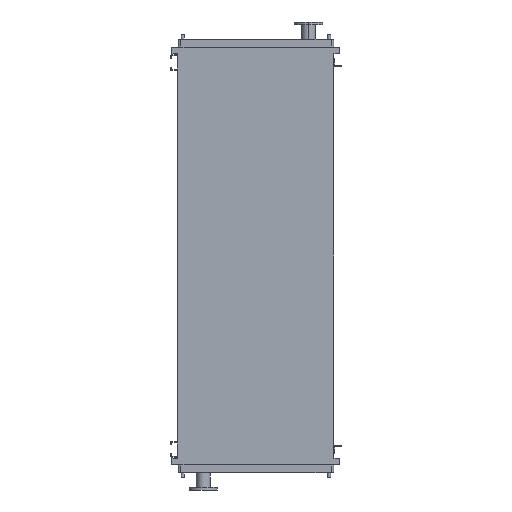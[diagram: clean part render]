
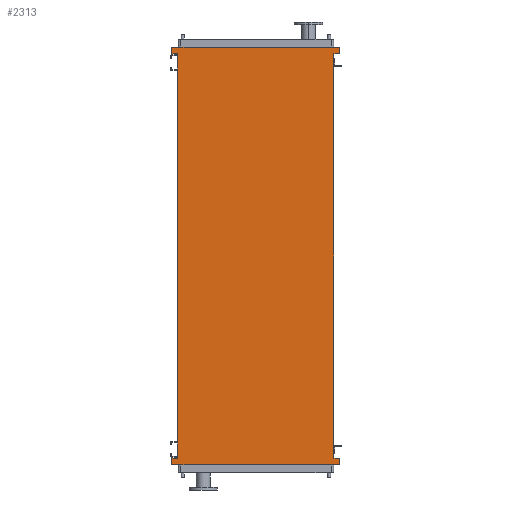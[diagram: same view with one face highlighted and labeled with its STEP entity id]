
A CAD part, front view. The second image highlights one B-rep face of the part: STEP entity #2313.
In plain terms, the highlighted planar face has unit normal (0, -1, 0).
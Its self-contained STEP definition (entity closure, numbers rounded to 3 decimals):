
#69 = CARTESIAN_POINT ( 'NONE',  ( -651., 0., 43. ) ) ;
#73 = CARTESIAN_POINT ( 'NONE',  ( -651., 0., -3093. ) ) ;
#300 = CARTESIAN_POINT ( 'NONE',  ( -651., 0., -3093. ) ) ;
#614 = CARTESIAN_POINT ( 'NONE',  ( 605., 0., -3093. ) ) ;
#920 = FACE_OUTER_BOUND ( 'NONE', #2958, .T. ) ;
#1061 = ORIENTED_EDGE ( 'NONE', *, *, #9668, .F. ) ;
#1183 = LINE ( 'NONE', #3227, #3308 ) ;
#1354 = CARTESIAN_POINT ( 'NONE',  ( 651., 0., 95. ) ) ;
#1442 = VECTOR ( 'NONE', #9657, 1000. ) ;
#1464 = EDGE_CURVE ( 'NONE', #1956, #3729, #6899, .T. ) ;
#1800 = CARTESIAN_POINT ( 'NONE',  ( 651., 0., 43. ) ) ;
#1879 = CARTESIAN_POINT ( 'NONE',  ( 651., 0., -3145. ) ) ;
#1882 = DIRECTION ( 'NONE',  ( 0., -1., 0. ) ) ;
#1956 = VERTEX_POINT ( 'NONE', #12456 ) ;
#1986 = DIRECTION ( 'NONE',  ( -1., 0., 0. ) ) ;
#2035 = CARTESIAN_POINT ( 'NONE',  ( 651., 0., 43. ) ) ;
#2039 = LINE ( 'NONE', #3000, #10463 ) ;
#2084 = EDGE_CURVE ( 'NONE', #8442, #10760, #4966, .T. ) ;
#2103 = VERTEX_POINT ( 'NONE', #300 ) ;
#2313 = ADVANCED_FACE ( 'NONE', ( #920 ), #6553, .T. ) ;
#2342 = CARTESIAN_POINT ( 'NONE',  ( -651., 0., -3145. ) ) ;
#2371 = LINE ( 'NONE', #1354, #9291 ) ;
#2710 = CARTESIAN_POINT ( 'NONE',  ( 605., 0., 43. ) ) ;
#2788 = EDGE_CURVE ( 'NONE', #8110, #1956, #2371, .T. ) ;
#2927 = VERTEX_POINT ( 'NONE', #3719 ) ;
#2958 = EDGE_LOOP ( 'NONE', ( #10484, #5865, #6152, #6335, #11686, #5370, #10996, #11268, #6393, #12366, #1061, #3835 ) ) ;
#3000 = CARTESIAN_POINT ( 'NONE',  ( 605., 0., -3093. ) ) ;
#3016 = VECTOR ( 'NONE', #6494, 1000. ) ;
#3018 = LINE ( 'NONE', #3986, #6527 ) ;
#3227 = CARTESIAN_POINT ( 'NONE',  ( -605., 0., -3050. ) ) ;
#3308 = VECTOR ( 'NONE', #8148, 1000. ) ;
#3399 = VERTEX_POINT ( 'NONE', #9316 ) ;
#3719 = CARTESIAN_POINT ( 'NONE',  ( 651., 0., -3093. ) ) ;
#3729 = VERTEX_POINT ( 'NONE', #1800 ) ;
#3835 = ORIENTED_EDGE ( 'NONE', *, *, #11882, .F. ) ;
#3896 = EDGE_CURVE ( 'NONE', #2103, #6061, #9922, .T. ) ;
#3932 = VECTOR ( 'NONE', #7634, 1000. ) ;
#3986 = CARTESIAN_POINT ( 'NONE',  ( -651., 0., -3145. ) ) ;
#4081 = LINE ( 'NONE', #10081, #10634 ) ;
#4513 = LINE ( 'NONE', #2710, #3016 ) ;
#4635 = DIRECTION ( 'NONE',  ( 0., 0., -1. ) ) ;
#4697 = CARTESIAN_POINT ( 'NONE',  ( -605., 0., -3050. ) ) ;
#4810 = VECTOR ( 'NONE', #7097, 1000. ) ;
#4966 = LINE ( 'NONE', #10787, #5844 ) ;
#5370 = ORIENTED_EDGE ( 'NONE', *, *, #6542, .F. ) ;
#5613 = AXIS2_PLACEMENT_3D ( 'NONE', #4697, #1882, #4635 ) ;
#5815 = VERTEX_POINT ( 'NONE', #9375 ) ;
#5844 = VECTOR ( 'NONE', #10015, 1000. ) ;
#5865 = ORIENTED_EDGE ( 'NONE', *, *, #12250, .F. ) ;
#5951 = VERTEX_POINT ( 'NONE', #614 ) ;
#5956 = LINE ( 'NONE', #69, #8998 ) ;
#6061 = VERTEX_POINT ( 'NONE', #12618 ) ;
#6097 = EDGE_CURVE ( 'NONE', #10760, #2103, #3018, .T. ) ;
#6152 = ORIENTED_EDGE ( 'NONE', *, *, #1464, .F. ) ;
#6335 = ORIENTED_EDGE ( 'NONE', *, *, #2788, .F. ) ;
#6393 = ORIENTED_EDGE ( 'NONE', *, *, #6097, .F. ) ;
#6494 = DIRECTION ( 'NONE',  ( -1., 0., 0. ) ) ;
#6527 = VECTOR ( 'NONE', #6727, 1000. ) ;
#6542 = EDGE_CURVE ( 'NONE', #3399, #5815, #5956, .T. ) ;
#6553 = PLANE ( 'NONE',  #5613 ) ;
#6727 = DIRECTION ( 'NONE',  ( 0., 0., 1. ) ) ;
#6899 = LINE ( 'NONE', #2035, #11145 ) ;
#7097 = DIRECTION ( 'NONE',  ( 1., 0., 0. ) ) ;
#7291 = EDGE_CURVE ( 'NONE', #5951, #10863, #10587, .T. ) ;
#7390 = CARTESIAN_POINT ( 'NONE',  ( 605., 0., 43. ) ) ;
#7634 = DIRECTION ( 'NONE',  ( 0., 0., 1. ) ) ;
#7821 = CARTESIAN_POINT ( 'NONE',  ( 605., 0., -3050. ) ) ;
#7920 = CARTESIAN_POINT ( 'NONE',  ( 651., 0., -3093. ) ) ;
#7986 = DIRECTION ( 'NONE',  ( 1., 0., 0. ) ) ;
#8110 = VERTEX_POINT ( 'NONE', #11745 ) ;
#8148 = DIRECTION ( 'NONE',  ( 0., 0., 1. ) ) ;
#8442 = VERTEX_POINT ( 'NONE', #1879 ) ;
#8998 = VECTOR ( 'NONE', #1986, 1000. ) ;
#9109 = EDGE_CURVE ( 'NONE', #5815, #8110, #4081, .T. ) ;
#9157 = DIRECTION ( 'NONE',  ( 1., 0., 0. ) ) ;
#9291 = VECTOR ( 'NONE', #9157, 1000. ) ;
#9316 = CARTESIAN_POINT ( 'NONE',  ( -605., 0., 43. ) ) ;
#9375 = CARTESIAN_POINT ( 'NONE',  ( -651., 0., 43. ) ) ;
#9657 = DIRECTION ( 'NONE',  ( 0., 0., -1. ) ) ;
#9668 = EDGE_CURVE ( 'NONE', #2927, #8442, #11777, .T. ) ;
#9922 = LINE ( 'NONE', #73, #4810 ) ;
#10015 = DIRECTION ( 'NONE',  ( -1., 0., 0. ) ) ;
#10081 = CARTESIAN_POINT ( 'NONE',  ( -651., 0., 95. ) ) ;
#10463 = VECTOR ( 'NONE', #7986, 1000. ) ;
#10484 = ORIENTED_EDGE ( 'NONE', *, *, #7291, .T. ) ;
#10587 = LINE ( 'NONE', #7821, #3932 ) ;
#10634 = VECTOR ( 'NONE', #12011, 1000. ) ;
#10760 = VERTEX_POINT ( 'NONE', #2342 ) ;
#10787 = CARTESIAN_POINT ( 'NONE',  ( 651., 0., -3145. ) ) ;
#10863 = VERTEX_POINT ( 'NONE', #7390 ) ;
#10996 = ORIENTED_EDGE ( 'NONE', *, *, #11206, .F. ) ;
#11145 = VECTOR ( 'NONE', #12534, 1000. ) ;
#11206 = EDGE_CURVE ( 'NONE', #6061, #3399, #1183, .T. ) ;
#11268 = ORIENTED_EDGE ( 'NONE', *, *, #3896, .F. ) ;
#11686 = ORIENTED_EDGE ( 'NONE', *, *, #9109, .F. ) ;
#11745 = CARTESIAN_POINT ( 'NONE',  ( -651., 0., 95. ) ) ;
#11777 = LINE ( 'NONE', #7920, #1442 ) ;
#11882 = EDGE_CURVE ( 'NONE', #5951, #2927, #2039, .T. ) ;
#12011 = DIRECTION ( 'NONE',  ( 0., 0., 1. ) ) ;
#12250 = EDGE_CURVE ( 'NONE', #3729, #10863, #4513, .T. ) ;
#12366 = ORIENTED_EDGE ( 'NONE', *, *, #2084, .F. ) ;
#12456 = CARTESIAN_POINT ( 'NONE',  ( 651., 0., 95. ) ) ;
#12534 = DIRECTION ( 'NONE',  ( 0., 0., -1. ) ) ;
#12618 = CARTESIAN_POINT ( 'NONE',  ( -605., 0., -3093. ) ) ;
